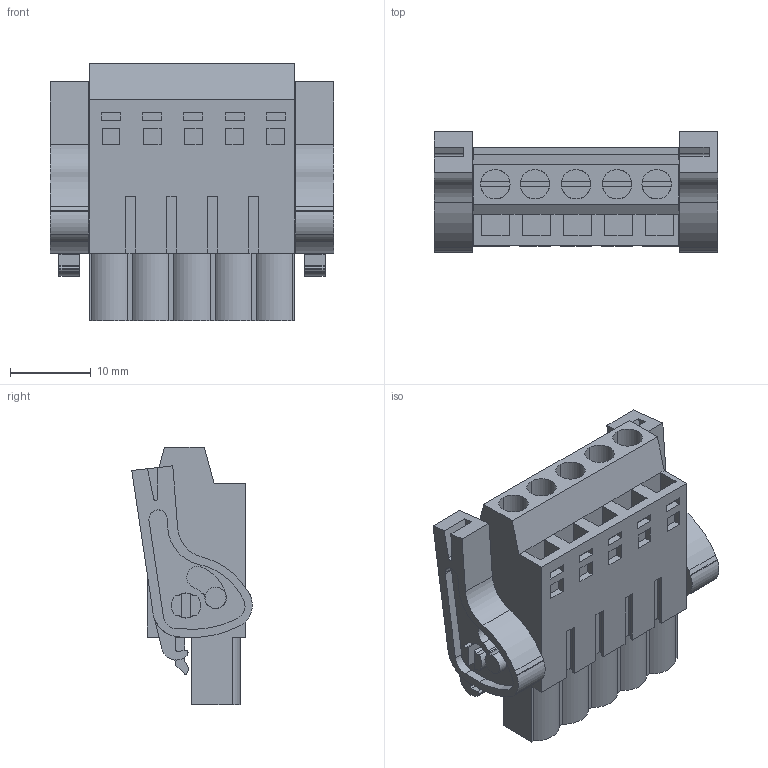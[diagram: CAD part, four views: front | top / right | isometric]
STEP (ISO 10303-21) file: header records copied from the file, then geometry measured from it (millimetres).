
FILE_DESCRIPTION(('CATIA V5 STEP Exchange','CAx-IF Rec.Pracs.--- Model Styling and Organization---1.2---2011-12-15'),'2;1');
FILE_NAME ('D1458696_0_1890250000_1890250000.stp','2017-10-31T20:52:40+00:00',('none'),('Weidmueller'),'CATIA Version 5-6 Release 2014','CATIA V5 STEP AP214','none');
FILE_SCHEMA(('AUTOMOTIVE_DESIGN { 1 0 10303 214 1 1 1 1 }'));
Length unit declared in the file: millimetre
Products named in the file (1): 1890250000
Bounding box: 35.1 x 14.91 x 31.8 mm (x, y, z)
Volume: 7985 mm3; surface area: 5961 mm2
Topology: 8 solids, 8 shells, 502 faces, 1381 edges, 932 vertices
Faces by surface type: plane 370, cylinder 132
Entity records: 16045 total; most frequent: CARTESIAN_POINT 3258, ORIENTED_EDGE 2762, DIRECTION 2104, EDGE_CURVE 1381, VECTOR 1077, LINE 1077, VERTEX_POINT 932, AXIS2_PLACEMENT_3D 636
